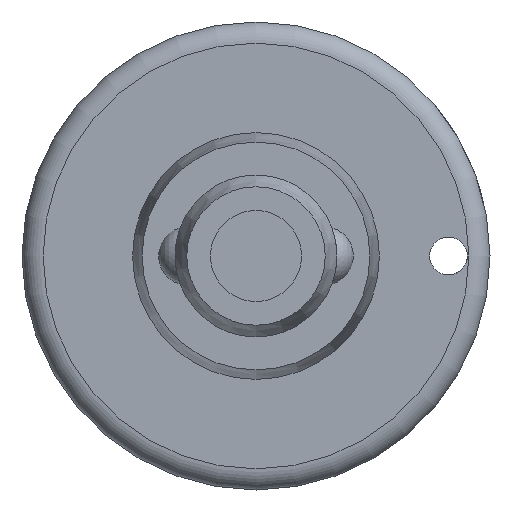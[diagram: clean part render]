
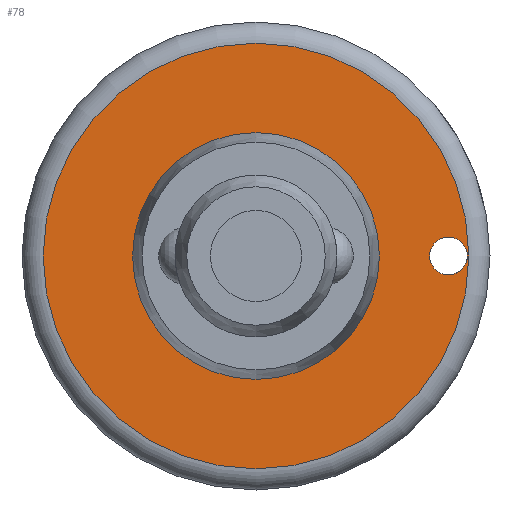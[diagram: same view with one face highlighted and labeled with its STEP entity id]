
A CAD part, front view. The second image highlights one B-rep face of the part: STEP entity #78.
In plain terms, the highlighted planar face has unit normal (0, -1, 0).
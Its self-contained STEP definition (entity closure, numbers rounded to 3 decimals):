
#78 = ADVANCED_FACE( '', ( #167, #168, #169 ), #170, .F. );
#167 = FACE_OUTER_BOUND( '', #255, .T. );
#168 = FACE_BOUND( '', #256, .T. );
#169 = FACE_BOUND( '', #257, .T. );
#170 = PLANE( '', #258 );
#255 = EDGE_LOOP( '', ( #374 ) );
#256 = EDGE_LOOP( '', ( #375 ) );
#257 = EDGE_LOOP( '', ( #376 ) );
#258 = AXIS2_PLACEMENT_3D( '', #377, #378, #379 );
#374 = ORIENTED_EDGE( '', *, *, #428, .F. );
#375 = ORIENTED_EDGE( '', *, *, #413, .T. );
#376 = ORIENTED_EDGE( '', *, *, #432, .T. );
#377 = CARTESIAN_POINT( '', ( -9.15, 21.56, 0. ) );
#378 = DIRECTION( '', ( 0., 1., 0. ) );
#379 = DIRECTION( '', ( 0., 0., 1. ) );
#413 = EDGE_CURVE( '', #464, #464, #465, .T. );
#428 = EDGE_CURVE( '', #486, #486, #487, .T. );
#432 = EDGE_CURVE( '', #492, #492, #493, .T. );
#464 = VERTEX_POINT( '', #611 );
#465 = CIRCLE( '', #612, 1.4 );
#486 = VERTEX_POINT( '', #686 );
#487 = CIRCLE( '', #687, 15.78 );
#492 = VERTEX_POINT( '', #692 );
#493 = CIRCLE( '', #693, 9.15 );
#611 = CARTESIAN_POINT( '', ( 14.27, 21.56, 1.4 ) );
#612 = AXIS2_PLACEMENT_3D( '', #722, #723, #724 );
#686 = CARTESIAN_POINT( '', ( 0., 21.56, 15.78 ) );
#687 = AXIS2_PLACEMENT_3D( '', #743, #744, #745 );
#692 = CARTESIAN_POINT( '', ( 0., 21.56, 9.15 ) );
#693 = AXIS2_PLACEMENT_3D( '', #749, #750, #751 );
#722 = CARTESIAN_POINT( '', ( 14.27, 21.56, 0. ) );
#723 = DIRECTION( '', ( 0., 1., 0. ) );
#724 = DIRECTION( '', ( 0., 0., 1. ) );
#743 = CARTESIAN_POINT( '', ( 0., 21.56, 0. ) );
#744 = DIRECTION( '', ( 0., 1., 0. ) );
#745 = DIRECTION( '', ( 0., 0., 1. ) );
#749 = CARTESIAN_POINT( '', ( 0., 21.56, 0. ) );
#750 = DIRECTION( '', ( 0., 1., 0. ) );
#751 = DIRECTION( '', ( 0., 0., 1. ) );
